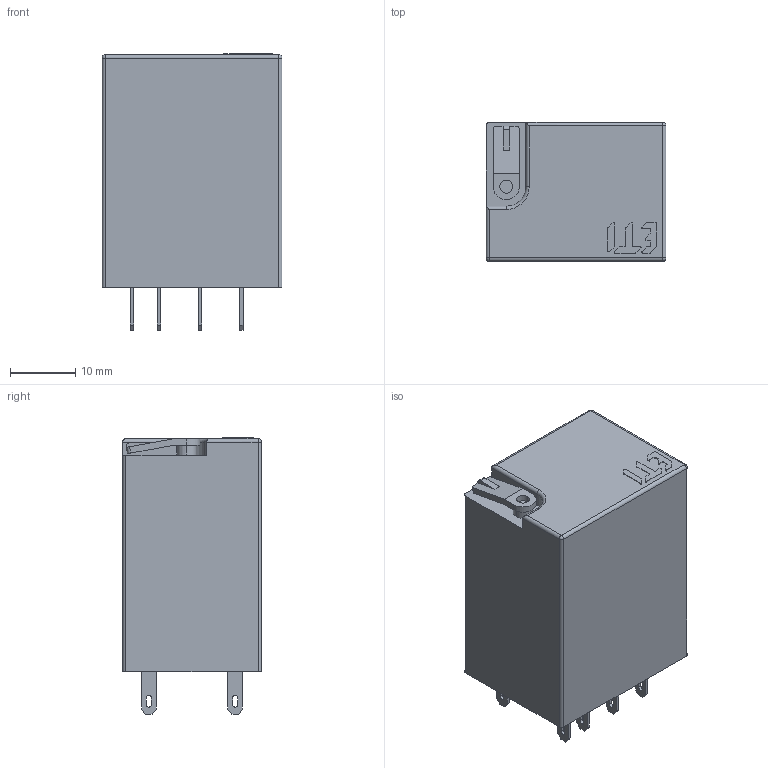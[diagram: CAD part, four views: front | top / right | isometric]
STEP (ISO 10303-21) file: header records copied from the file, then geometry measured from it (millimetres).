
FILE_DESCRIPTION((''),'2;1');
FILE_NAME('ASM0010_ASM','2020-11-10T',('marketing.praksa'),('Audax d.o.o.'),'CREO PARAMETRIC BY PTC INC, 2017480','CREO PARAMETRIC BY PTC INC, 2017480','');
FILE_SCHEMA(('AUTOMOTIVE_DESIGN { 1 0 10303 214 1 1 1 1 }'));
Length unit declared in the file: millimetre
Products named in the file (33): TMP_DWG_61_1_1_1; TMP_DWG_61_ASM_1_1_ASM; TMP_DWG_62_1_1_1_1; TMP_DWG_62_1_2_1_1; TMP_DWG_62_1_3_1_1; TMP_DWG_62_1_ASM_1_1_ASM; TMP_DWG_62_ASM_1_1_ASM; TMP_DWG_63_1_1_1; TMP_DWG_63_ASM_1_1_ASM; TMP_DWG_64_ASM_1_1_ASM; TMP_DWG_65_ASM_1_1_ASM; TMP_DWG_66_1_1_1; TMP_DWG_66_ASM_1_1_ASM; TMP_DWG_67_1_1_1; TMP_DWG_67_ASM_1_1_ASM; TMP_DWG_68_ASM_1_1_ASM; TMP_DWG_69_ASM_1_1_ASM; TMP_DWG_70_1_1_1; TMP_DWG_70_ASM_1_1_ASM; TMP_DWG_71_1_1_1; TMP_DWG_71_ASM_1_1_ASM; TMP_DWG_72_ASM_1_1_ASM; TMP_DWG_73_ASM_1_1_ASM; TMP_DWG_74_1_1_1; TMP_DWG_74_ASM_1_1_ASM; TMP_DWG_75_1_1_1; TMP_DWG_75_ASM_1_1_ASM; TMP_DWG_76_ASM_1_1_ASM; TMP_DWG_77_ASM_1_1_ASM; TMP_DWG_78_1_1_1; TMP_DWG_78_ASM_1_1_ASM; ERM-4_ASM_1_1_ASM; ASM0010_ASM
Assembly tree (32 placements, depth 5):
  ASM0010_ASM
    ERM-4_ASM_1_1_ASM
      TMP_DWG_61_ASM_1_1_ASM
        TMP_DWG_61_1_1_1
      TMP_DWG_62_ASM_1_1_ASM
        TMP_DWG_62_1_ASM_1_1_ASM
          TMP_DWG_62_1_1_1_1
          TMP_DWG_62_1_2_1_1
          TMP_DWG_62_1_3_1_1
      TMP_DWG_63_ASM_1_1_ASM
        TMP_DWG_63_1_1_1
      TMP_DWG_64_ASM_1_1_ASM
      TMP_DWG_65_ASM_1_1_ASM
      TMP_DWG_66_ASM_1_1_ASM
        TMP_DWG_66_1_1_1
      TMP_DWG_67_ASM_1_1_ASM
        TMP_DWG_67_1_1_1
      TMP_DWG_68_ASM_1_1_ASM
      TMP_DWG_69_ASM_1_1_ASM
      TMP_DWG_70_ASM_1_1_ASM
        TMP_DWG_70_1_1_1
      TMP_DWG_71_ASM_1_1_ASM
        TMP_DWG_71_1_1_1
      TMP_DWG_72_ASM_1_1_ASM
      TMP_DWG_73_ASM_1_1_ASM
      TMP_DWG_74_ASM_1_1_ASM
        TMP_DWG_74_1_1_1
      TMP_DWG_75_ASM_1_1_ASM
        TMP_DWG_75_1_1_1
      TMP_DWG_76_ASM_1_1_ASM
      TMP_DWG_77_ASM_1_1_ASM
      TMP_DWG_78_ASM_1_1_ASM
        TMP_DWG_78_1_1_1
Bounding box: 27.5 x 21.2 x 42.25 mm (x, y, z)
Volume: 20675 mm3; surface area: 5074.5 mm2
Topology: 12 solids, 12 shells, 193 faces, 520 edges, 351 vertices
Faces by surface type: plane 130, cylinder 59, sphere 3, torus 1
Entity records: 9455 total; most frequent: DIRECTION 1240, CARTESIAN_POINT 1232, ORIENTED_EDGE 1034, PRESENTATION_STYLE_ASSIGNMENT 548, STYLED_ITEM 529, CURVE_STYLE 517, EDGE_CURVE 517, AXIS2_PLACEMENT_3D 436
